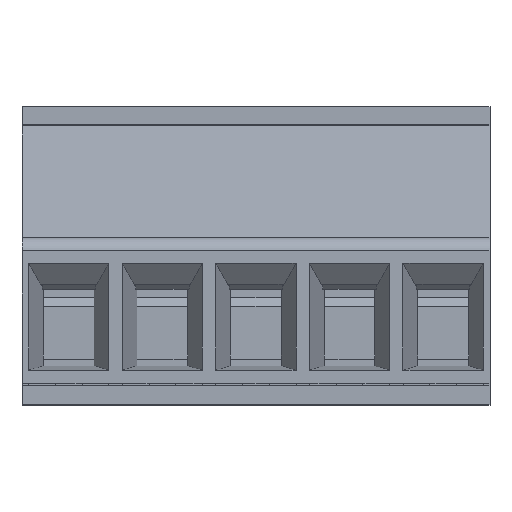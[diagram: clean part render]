
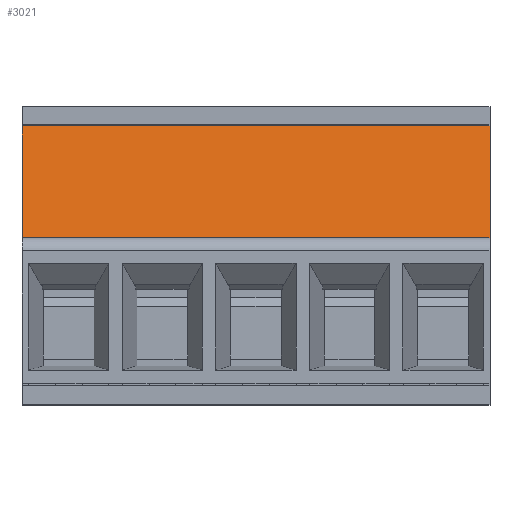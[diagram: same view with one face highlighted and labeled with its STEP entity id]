
A CAD part, top view. The second image highlights one B-rep face of the part: STEP entity #3021.
In plain terms, the highlighted face is planar.
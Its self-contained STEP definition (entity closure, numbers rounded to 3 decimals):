
#265 = CARTESIAN_POINT ( 'NONE',  ( 0.519, 5.458, 14. ) ) ;
#1080 = VERTEX_POINT ( 'NONE', #265 ) ;
#1271 = LINE ( 'NONE', #11377, #10443 ) ;
#1855 = ORIENTED_EDGE ( 'NONE', *, *, #18907, .T. ) ;
#1999 = DIRECTION ( 'NONE',  ( 0., 0., 1. ) ) ;
#2647 = ORIENTED_EDGE ( 'NONE', *, *, #18169, .F. ) ;
#3021 = ADVANCED_FACE ( 'NONE', ( #5290 ), #14542, .T. ) ;
#3146 = CARTESIAN_POINT ( 'NONE',  ( 1.423, 9.633, -3.5 ) ) ;
#4572 = CARTESIAN_POINT ( 'NONE',  ( 0.519, 5.458, -3.5 ) ) ;
#5193 = VERTEX_POINT ( 'NONE', #18634 ) ;
#5290 = FACE_OUTER_BOUND ( 'NONE', #10335, .T. ) ;
#5338 = LINE ( 'NONE', #12270, #9864 ) ;
#5470 = CARTESIAN_POINT ( 'NONE',  ( 1.423, 9.633, -3.5 ) ) ;
#6836 = VECTOR ( 'NONE', #18937, 1000. ) ;
#7319 = VECTOR ( 'NONE', #13405, 1000. ) ;
#7429 = VERTEX_POINT ( 'NONE', #4572 ) ;
#7867 = LINE ( 'NONE', #3146, #7319 ) ;
#7960 = CARTESIAN_POINT ( 'NONE',  ( 1.423, 9.633, -3.5 ) ) ;
#8092 = VERTEX_POINT ( 'NONE', #7960 ) ;
#9864 = VECTOR ( 'NONE', #1999, 1000. ) ;
#10049 = AXIS2_PLACEMENT_3D ( 'NONE', #14057, #14027, #13995 ) ;
#10335 = EDGE_LOOP ( 'NONE', ( #1855, #2647, #17872, #10817 ) ) ;
#10443 = VECTOR ( 'NONE', #21378, 1000. ) ;
#10817 = ORIENTED_EDGE ( 'NONE', *, *, #14085, .T. ) ;
#11377 = CARTESIAN_POINT ( 'NONE',  ( 1.423, 9.633, 14. ) ) ;
#12270 = CARTESIAN_POINT ( 'NONE',  ( 0.519, 5.458, -3.5 ) ) ;
#13405 = DIRECTION ( 'NONE',  ( 0., 0., 1. ) ) ;
#13995 = DIRECTION ( 'NONE',  ( -0.212, -0.977, 0. ) ) ;
#14027 = DIRECTION ( 'NONE',  ( -0.977, 0.212, 0. ) ) ;
#14057 = CARTESIAN_POINT ( 'NONE',  ( 1.423, 9.633, -3.5 ) ) ;
#14085 = EDGE_CURVE ( 'NONE', #8092, #7429, #15275, .T. ) ;
#14542 = PLANE ( 'NONE',  #10049 ) ;
#15275 = LINE ( 'NONE', #5470, #6836 ) ;
#17225 = EDGE_CURVE ( 'NONE', #8092, #5193, #7867, .T. ) ;
#17872 = ORIENTED_EDGE ( 'NONE', *, *, #17225, .F. ) ;
#18169 = EDGE_CURVE ( 'NONE', #5193, #1080, #1271, .T. ) ;
#18634 = CARTESIAN_POINT ( 'NONE',  ( 1.423, 9.633, 14. ) ) ;
#18907 = EDGE_CURVE ( 'NONE', #7429, #1080, #5338, .T. ) ;
#18937 = DIRECTION ( 'NONE',  ( -0.212, -0.977, 0. ) ) ;
#21378 = DIRECTION ( 'NONE',  ( -0.212, -0.977, 0. ) ) ;
